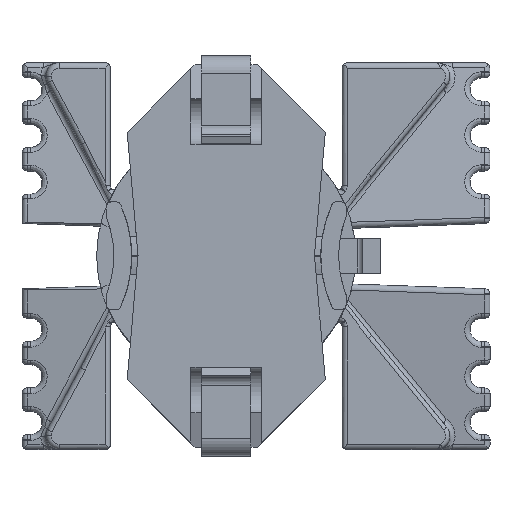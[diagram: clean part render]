
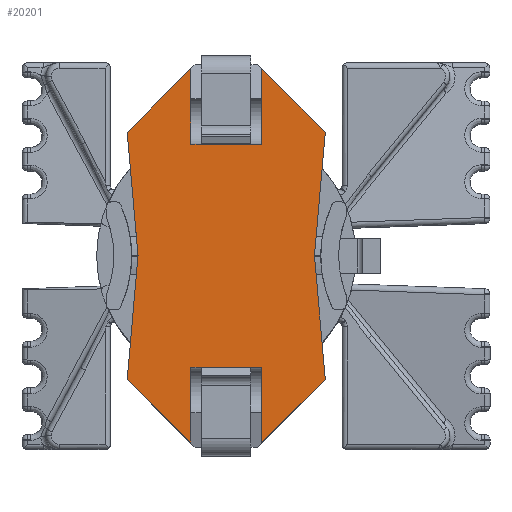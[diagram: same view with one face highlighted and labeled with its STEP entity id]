
A CAD part, top view. The second image highlights one B-rep face of the part: STEP entity #20201.
In plain terms, the highlighted face is planar.
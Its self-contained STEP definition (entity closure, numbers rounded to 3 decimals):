
#1200=LINE('',#31612,#2366);
#1207=LINE('',#31632,#2373);
#1214=LINE('',#31644,#2380);
#1217=LINE('',#31653,#2383);
#1220=LINE('',#31660,#2386);
#1224=LINE('',#31669,#2390);
#1234=LINE('',#31698,#2400);
#1235=LINE('',#31700,#2401);
#1236=LINE('',#31702,#2402);
#1237=LINE('',#31704,#2403);
#1238=LINE('',#31706,#2404);
#1239=LINE('',#31707,#2405);
#1240=LINE('',#31709,#2406);
#1241=LINE('',#31711,#2407);
#2366=VECTOR('',#25227,1000.);
#2373=VECTOR('',#25240,1000.);
#2380=VECTOR('',#25253,1000.);
#2383=VECTOR('',#25260,1000.);
#2386=VECTOR('',#25265,1000.);
#2390=VECTOR('',#25273,1000.);
#2400=VECTOR('',#25301,1000.);
#2401=VECTOR('',#25302,1000.);
#2402=VECTOR('',#25303,1000.);
#2403=VECTOR('',#25304,1000.);
#2404=VECTOR('',#25305,1000.);
#2405=VECTOR('',#25306,1000.);
#2406=VECTOR('',#25307,1000.);
#2407=VECTOR('',#25308,1000.);
#7016=ORIENTED_EDGE('',*,*,#9657,.T.);
#7017=ORIENTED_EDGE('',*,*,#9624,.F.);
#7018=ORIENTED_EDGE('',*,*,#9631,.T.);
#7019=ORIENTED_EDGE('',*,*,#9615,.T.);
#7020=ORIENTED_EDGE('',*,*,#9658,.T.);
#7021=ORIENTED_EDGE('',*,*,#9659,.T.);
#7022=ORIENTED_EDGE('',*,*,#9660,.T.);
#7023=ORIENTED_EDGE('',*,*,#9661,.T.);
#7024=ORIENTED_EDGE('',*,*,#9635,.F.);
#7025=ORIENTED_EDGE('',*,*,#9643,.F.);
#7026=ORIENTED_EDGE('',*,*,#9638,.T.);
#7027=ORIENTED_EDGE('',*,*,#9662,.T.);
#7028=ORIENTED_EDGE('',*,*,#9663,.T.);
#7029=ORIENTED_EDGE('',*,*,#9664,.T.);
#9615=EDGE_CURVE('',#11077,#11078,#1200,.T.);
#9624=EDGE_CURVE('',#11086,#11082,#1207,.T.);
#9631=EDGE_CURVE('',#11086,#11077,#1214,.T.);
#9635=EDGE_CURVE('',#11092,#11093,#1217,.T.);
#9638=EDGE_CURVE('',#11096,#11095,#1220,.T.);
#9643=EDGE_CURVE('',#11096,#11092,#1224,.T.);
#9657=EDGE_CURVE('',#11109,#11082,#1234,.T.);
#9658=EDGE_CURVE('',#11078,#11110,#1235,.T.);
#9659=EDGE_CURVE('',#11110,#11111,#1236,.T.);
#9660=EDGE_CURVE('',#11111,#11112,#1237,.T.);
#9661=EDGE_CURVE('',#11112,#11093,#1238,.T.);
#9662=EDGE_CURVE('',#11095,#11113,#1239,.T.);
#9663=EDGE_CURVE('',#11113,#11114,#1240,.T.);
#9664=EDGE_CURVE('',#11114,#11109,#1241,.T.);
#11077=VERTEX_POINT('',#31613);
#11078=VERTEX_POINT('',#31614);
#11082=VERTEX_POINT('',#31624);
#11086=VERTEX_POINT('',#31631);
#11092=VERTEX_POINT('',#31652);
#11093=VERTEX_POINT('',#31654);
#11095=VERTEX_POINT('',#31659);
#11096=VERTEX_POINT('',#31661);
#11109=VERTEX_POINT('',#31699);
#11110=VERTEX_POINT('',#31701);
#11111=VERTEX_POINT('',#31703);
#11112=VERTEX_POINT('',#31705);
#11113=VERTEX_POINT('',#31708);
#11114=VERTEX_POINT('',#31710);
#12172=EDGE_LOOP('',(#7016,#7017,#7018,#7019,#7020,#7021,#7022,#7023,#7024,
#7025,#7026,#7027,#7028,#7029));
#13039=FACE_BOUND('',#12172,.T.);
#13397=PLANE('',#21690);
#20201=ADVANCED_FACE('',(#13039),#13397,.F.);
#21690=AXIS2_PLACEMENT_3D('',#31697,#25299,#25300);
#25227=DIRECTION('',(0.,0.,-1.));
#25240=DIRECTION('',(0.,0.,-1.));
#25253=DIRECTION('',(-1.,0.,0.));
#25260=DIRECTION('',(0.,0.,1.));
#25265=DIRECTION('',(0.,0.,1.));
#25273=DIRECTION('',(-1.,0.,0.));
#25299=DIRECTION('',(0.,-1.,0.));
#25300=DIRECTION('',(-1.,0.,0.));
#25301=DIRECTION('',(-0.707,0.,-0.707));
#25302=DIRECTION('',(-0.707,0.,0.707));
#25303=DIRECTION('',(0.087,0.,0.996));
#25304=DIRECTION('',(-0.087,0.,0.996));
#25305=DIRECTION('',(0.707,0.,0.707));
#25306=DIRECTION('',(0.707,0.,-0.707));
#25307=DIRECTION('',(-0.087,0.,-0.996));
#25308=DIRECTION('',(0.087,0.,-0.996));
#31612=CARTESIAN_POINT('',(-14.56,14.17,-15.285));
#31613=CARTESIAN_POINT('',(-14.56,14.17,-15.285));
#31614=CARTESIAN_POINT('',(-14.56,14.17,-18.845));
#31624=CARTESIAN_POINT('',(-11.24,14.17,-18.845));
#31631=CARTESIAN_POINT('',(-11.24,14.17,-15.285));
#31632=CARTESIAN_POINT('',(-11.24,14.17,-15.285));
#31644=CARTESIAN_POINT('',(-11.24,14.17,-15.285));
#31652=CARTESIAN_POINT('',(-14.56,14.17,-4.785));
#31653=CARTESIAN_POINT('',(-14.56,14.17,-4.785));
#31654=CARTESIAN_POINT('',(-14.56,14.17,-1.225));
#31659=CARTESIAN_POINT('',(-11.24,14.17,-1.225));
#31660=CARTESIAN_POINT('',(-11.24,14.17,-4.785));
#31661=CARTESIAN_POINT('',(-11.24,14.17,-4.785));
#31669=CARTESIAN_POINT('',(-11.24,14.17,-4.785));
#31697=CARTESIAN_POINT('',(-12.9,14.17,-10.035));
#31698=CARTESIAN_POINT('',(-8.24,14.17,-15.845));
#31699=CARTESIAN_POINT('',(-8.24,14.17,-15.845));
#31700=CARTESIAN_POINT('',(-17.56,14.17,-15.845));
#31701=CARTESIAN_POINT('',(-17.56,14.17,-15.845));
#31702=CARTESIAN_POINT('',(-17.05,14.17,-10.035));
#31703=CARTESIAN_POINT('',(-17.05,14.17,-10.035));
#31704=CARTESIAN_POINT('',(-17.05,14.17,-10.035));
#31705=CARTESIAN_POINT('',(-17.56,14.17,-4.225));
#31706=CARTESIAN_POINT('',(-17.56,14.17,-4.225));
#31707=CARTESIAN_POINT('',(-8.24,14.17,-4.225));
#31708=CARTESIAN_POINT('',(-8.24,14.17,-4.225));
#31709=CARTESIAN_POINT('',(-8.75,14.17,-10.035));
#31710=CARTESIAN_POINT('',(-8.75,14.17,-10.035));
#31711=CARTESIAN_POINT('',(-8.75,14.17,-10.035));
